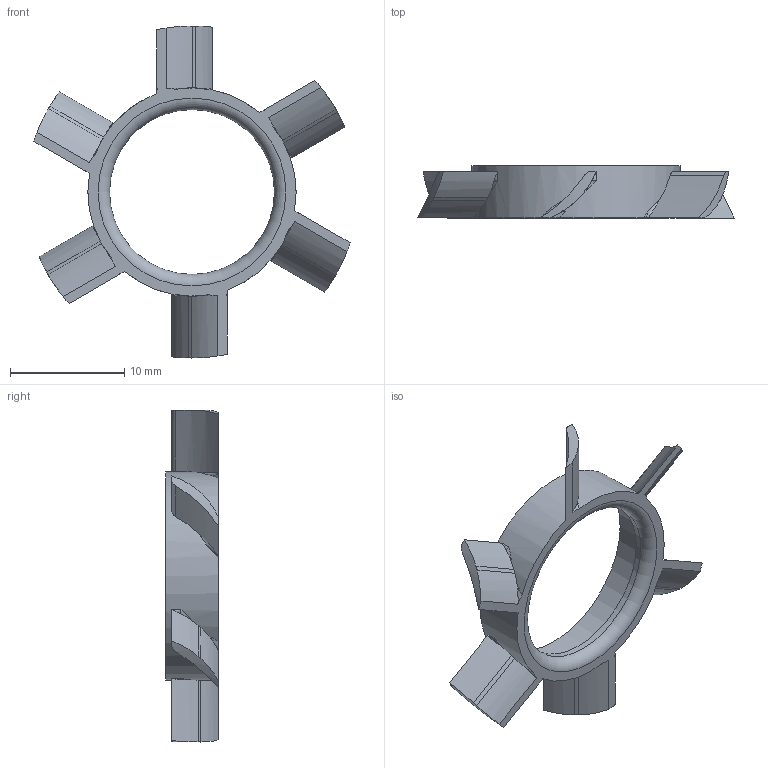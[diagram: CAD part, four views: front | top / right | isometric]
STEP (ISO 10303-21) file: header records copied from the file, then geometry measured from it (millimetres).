
FILE_DESCRIPTION(/* description */ ('','CAx-IF Rec.Pracs.---Representation and Presentation of Product Manufacturing Information (PMI)---4.0---2014-10-13'),/* implementation_level */ '2;1');
FILE_NAME(/* name */ 'fan.step',/* time_stamp */ '2024-11-29T17:16:16+01:00',/* author */ (''),/* organization */ (''),/* preprocessor_version */ 'ST-DEVELOPER v20',/* originating_system */ 'Autodesk Translation Framework v13.20.0.188',/* authorisation */ '');
FILE_SCHEMA (('AP242_MANAGED_MODEL_BASED_3D_ENGINEERING_MIM_LF { 1 0 10303 442 1 1 4 }'));
Length unit declared in the file: millimetre
Products named in the file (1): New Fan
Bounding box: 27.62 x 4.55 x 29 mm (x, y, z)
Volume: 424.7 mm3; surface area: 1088.9 mm2
Topology: 1 solids, 1 shells, 109 faces, 335 edges, 228 vertices
Faces by surface type: cylinder 49, plane 40, bspline 19, torus 1
Full cylindrical faces by diameter (mm): 14.4 x1, 16.4 x1, 18.192 x1
Entity records: 5307 total; most frequent: CARTESIAN_POINT 2447, ORIENTED_EDGE 668, DIRECTION 511, EDGE_CURVE 334, VERTEX_POINT 228, AXIS2_PLACEMENT_3D 212, B_SPLINE_CURVE_WITH_KNOTS 126, EDGE_LOOP 112
